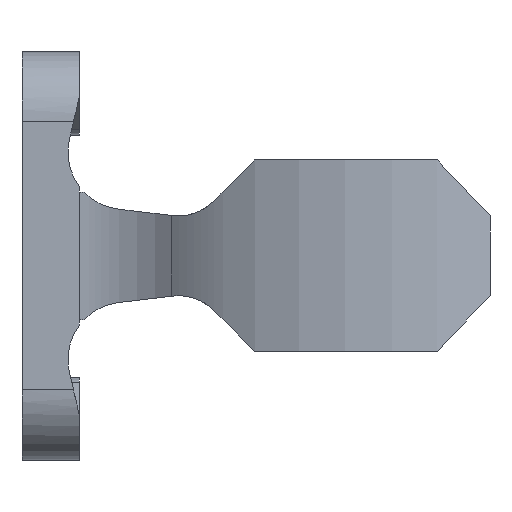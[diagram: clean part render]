
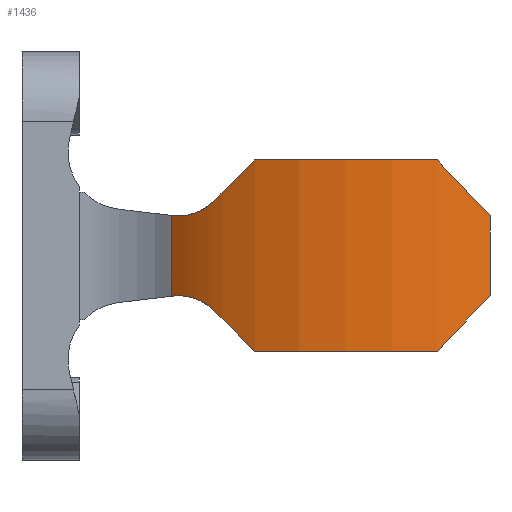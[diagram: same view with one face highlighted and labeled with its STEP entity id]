
A CAD part, top view. The second image highlights one B-rep face of the part: STEP entity #1436.
In plain terms, the highlighted cylindrical face has radius 9.2 mm (diameter 18.4 mm), a partial arc.
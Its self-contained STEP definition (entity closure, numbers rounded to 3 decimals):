
#456=AXIS2_PLACEMENT_3D('Circle Axis2P3D',#454,#455,$) ;
#536=AXIS2_PLACEMENT_3D('Circle Axis2P3D',#534,#535,$) ;
#1347=AXIS2_PLACEMENT_3D('Cylinder Axis2P3D',#1344,#1345,#1346) ;
#449=CARTESIAN_POINT('Vertex',(13.011,3.4,14.797)) ;
#454=CARTESIAN_POINT('Axis2P3D Location',(10.728,3.4,5.885)) ;
#458=CARTESIAN_POINT('Vertex',(7.3,3.4,14.422)) ;
#497=CARTESIAN_POINT('Vertex',(14.665,5.15,14.2)) ;
#501=CARTESIAN_POINT('Control Point',(13.011,3.4,14.797)) ;
#502=CARTESIAN_POINT('Control Point',(13.583,3.98,14.65)) ;
#503=CARTESIAN_POINT('Control Point',(14.136,4.565,14.45)) ;
#504=CARTESIAN_POINT('Control Point',(14.665,5.15,14.2)) ;
#531=CARTESIAN_POINT('Vertex',(7.3,9.4,14.422)) ;
#534=CARTESIAN_POINT('Axis2P3D Location',(10.728,9.4,5.885)) ;
#538=CARTESIAN_POINT('Vertex',(13.011,9.4,14.797)) ;
#562=CARTESIAN_POINT('Vertex',(14.665,7.65,14.2)) ;
#567=CARTESIAN_POINT('Line Origine',(14.665,6.4,14.2)) ;
#590=CARTESIAN_POINT('Control Point',(13.011,9.4,14.797)) ;
#591=CARTESIAN_POINT('Control Point',(13.583,8.82,14.65)) ;
#592=CARTESIAN_POINT('Control Point',(14.136,8.235,14.45)) ;
#593=CARTESIAN_POINT('Control Point',(14.665,7.65,14.2)) ;
#1344=CARTESIAN_POINT('Axis2P3D Location',(10.728,6.4,5.885)) ;
#1349=CARTESIAN_POINT('Line Origine',(4.674,6.4,12.812)) ;
#1353=CARTESIAN_POINT('Vertex',(4.674,7.666,12.812)) ;
#1355=CARTESIAN_POINT('Vertex',(4.674,5.134,12.812)) ;
#1359=CARTESIAN_POINT('Control Point',(4.674,5.134,12.812)) ;
#1360=CARTESIAN_POINT('Control Point',(4.687,5.136,12.823)) ;
#1361=CARTESIAN_POINT('Control Point',(4.701,5.137,12.835)) ;
#1362=CARTESIAN_POINT('Control Point',(4.714,5.139,12.846)) ;
#1363=CARTESIAN_POINT('Vertex',(4.714,5.139,12.846)) ;
#1367=CARTESIAN_POINT('Control Point',(6.01,4.69,13.782)) ;
#1368=CARTESIAN_POINT('Control Point',(5.732,4.968,13.616)) ;
#1369=CARTESIAN_POINT('Control Point',(5.379,5.131,13.388)) ;
#1370=CARTESIAN_POINT('Control Point',(5.035,5.177,13.124)) ;
#1371=CARTESIAN_POINT('Control Point',(4.714,5.139,12.846)) ;
#1372=CARTESIAN_POINT('Vertex',(6.01,4.69,13.782)) ;
#1376=CARTESIAN_POINT('Control Point',(6.01,4.69,13.782)) ;
#1377=CARTESIAN_POINT('Control Point',(6.106,4.594,13.84)) ;
#1378=CARTESIAN_POINT('Control Point',(6.203,4.497,13.895)) ;
#1379=CARTESIAN_POINT('Control Point',(6.3,4.4,13.949)) ;
#1380=CARTESIAN_POINT('Vertex',(6.3,4.4,13.949)) ;
#1384=CARTESIAN_POINT('Control Point',(6.3,4.4,13.949)) ;
#1385=CARTESIAN_POINT('Control Point',(6.628,4.072,14.129)) ;
#1386=CARTESIAN_POINT('Control Point',(6.962,3.738,14.286)) ;
#1387=CARTESIAN_POINT('Control Point',(7.3,3.4,14.422)) ;
#1390=CARTESIAN_POINT('Control Point',(6.3,8.4,13.949)) ;
#1391=CARTESIAN_POINT('Control Point',(6.628,8.728,14.129)) ;
#1392=CARTESIAN_POINT('Control Point',(6.962,9.062,14.286)) ;
#1393=CARTESIAN_POINT('Control Point',(7.3,9.4,14.422)) ;
#1394=CARTESIAN_POINT('Vertex',(6.3,8.4,13.949)) ;
#1398=CARTESIAN_POINT('Control Point',(6.01,8.11,13.782)) ;
#1399=CARTESIAN_POINT('Control Point',(6.106,8.206,13.84)) ;
#1400=CARTESIAN_POINT('Control Point',(6.203,8.303,13.895)) ;
#1401=CARTESIAN_POINT('Control Point',(6.3,8.4,13.949)) ;
#1402=CARTESIAN_POINT('Vertex',(6.01,8.11,13.782)) ;
#1406=CARTESIAN_POINT('Control Point',(6.01,8.11,13.782)) ;
#1407=CARTESIAN_POINT('Control Point',(5.732,7.832,13.616)) ;
#1408=CARTESIAN_POINT('Control Point',(5.379,7.669,13.388)) ;
#1409=CARTESIAN_POINT('Control Point',(5.035,7.623,13.124)) ;
#1410=CARTESIAN_POINT('Control Point',(4.714,7.661,12.846)) ;
#1411=CARTESIAN_POINT('Vertex',(4.714,7.661,12.846)) ;
#1415=CARTESIAN_POINT('Control Point',(4.674,7.666,12.812)) ;
#1416=CARTESIAN_POINT('Control Point',(4.687,7.664,12.823)) ;
#1417=CARTESIAN_POINT('Control Point',(4.701,7.663,12.835)) ;
#1418=CARTESIAN_POINT('Control Point',(4.714,7.661,12.846)) ;
#455=DIRECTION('Axis2P3D Direction',(0.,1.,0.)) ;
#535=DIRECTION('Axis2P3D Direction',(0.,1.,0.)) ;
#568=DIRECTION('Vector Direction',(0.,-1.,0.)) ;
#1345=DIRECTION('Axis2P3D Direction',(0.,-1.,0.)) ;
#1346=DIRECTION('Axis2P3D XDirection',(0.428,0.,0.904)) ;
#1350=DIRECTION('Vector Direction',(0.,-1.,0.)) ;
#569=VECTOR('Line Direction',#568,1.) ;
#1351=VECTOR('Line Direction',#1350,1.) ;
#1421=ORIENTED_EDGE('',*,*,#1357,.T.) ;
#1422=ORIENTED_EDGE('',*,*,#1365,.T.) ;
#1423=ORIENTED_EDGE('',*,*,#1374,.F.) ;
#1424=ORIENTED_EDGE('',*,*,#1382,.T.) ;
#1425=ORIENTED_EDGE('',*,*,#1388,.T.) ;
#1426=ORIENTED_EDGE('',*,*,#460,.T.) ;
#1427=ORIENTED_EDGE('',*,*,#505,.F.) ;
#1428=ORIENTED_EDGE('',*,*,#571,.F.) ;
#1429=ORIENTED_EDGE('',*,*,#594,.F.) ;
#1430=ORIENTED_EDGE('',*,*,#540,.F.) ;
#1431=ORIENTED_EDGE('',*,*,#1396,.T.) ;
#1432=ORIENTED_EDGE('',*,*,#1404,.F.) ;
#1433=ORIENTED_EDGE('',*,*,#1413,.T.) ;
#1434=ORIENTED_EDGE('',*,*,#1419,.F.) ;
#1436=ADVANCED_FACE('Hauptkoerper',(#1435),#1348,.T.) ;
#500=B_SPLINE_CURVE_WITH_KNOTS('',3,(#501,#502,#503,#504),.UNSPECIFIED.,.F.,.U.,(4,4),(0.,3.511),.UNSPECIFIED.) ;
#589=B_SPLINE_CURVE_WITH_KNOTS('',3,(#590,#591,#592,#593),.UNSPECIFIED.,.F.,.U.,(4,4),(0.,3.511),.UNSPECIFIED.) ;
#1358=B_SPLINE_CURVE_WITH_KNOTS('',3,(#1359,#1360,#1361,#1362),.UNSPECIFIED.,.F.,.U.,(4,4),(0.,0.075),.UNSPECIFIED.) ;
#1366=B_SPLINE_CURVE_WITH_KNOTS('',4,(#1367,#1368,#1369,#1370,#1371),.UNSPECIFIED.,.F.,.U.,(5,5),(0.,2.414),.UNSPECIFIED.) ;
#1375=B_SPLINE_CURVE_WITH_KNOTS('',3,(#1376,#1377,#1378,#1379),.UNSPECIFIED.,.F.,.U.,(4,4),(0.,0.627),.UNSPECIFIED.) ;
#1383=B_SPLINE_CURVE_WITH_KNOTS('',3,(#1384,#1385,#1386,#1387),.UNSPECIFIED.,.F.,.U.,(4,4),(0.,2.109),.UNSPECIFIED.) ;
#1389=B_SPLINE_CURVE_WITH_KNOTS('',3,(#1390,#1391,#1392,#1393),.UNSPECIFIED.,.F.,.U.,(4,4),(0.,2.109),.UNSPECIFIED.) ;
#1397=B_SPLINE_CURVE_WITH_KNOTS('',3,(#1398,#1399,#1400,#1401),.UNSPECIFIED.,.F.,.U.,(4,4),(0.,0.627),.UNSPECIFIED.) ;
#1405=B_SPLINE_CURVE_WITH_KNOTS('',4,(#1406,#1407,#1408,#1409,#1410),.UNSPECIFIED.,.F.,.U.,(5,5),(0.,2.414),.UNSPECIFIED.) ;
#1414=B_SPLINE_CURVE_WITH_KNOTS('',3,(#1415,#1416,#1417,#1418),.UNSPECIFIED.,.F.,.U.,(4,4),(0.,0.075),.UNSPECIFIED.) ;
#457=CIRCLE('generated circle',#456,9.2) ;
#537=CIRCLE('generated circle',#536,9.2) ;
#1348=CYLINDRICAL_SURFACE('generated cylinder',#1347,9.2) ;
#460=EDGE_CURVE('',#459,#450,#457,.T.) ;
#505=EDGE_CURVE('',#498,#450,#500,.F.) ;
#540=EDGE_CURVE('',#532,#539,#537,.T.) ;
#571=EDGE_CURVE('',#563,#498,#570,.T.) ;
#594=EDGE_CURVE('',#539,#563,#589,.T.) ;
#1357=EDGE_CURVE('',#1354,#1356,#1352,.T.) ;
#1365=EDGE_CURVE('',#1356,#1364,#1358,.T.) ;
#1374=EDGE_CURVE('',#1373,#1364,#1366,.T.) ;
#1382=EDGE_CURVE('',#1373,#1381,#1375,.T.) ;
#1388=EDGE_CURVE('',#1381,#459,#1383,.T.) ;
#1396=EDGE_CURVE('',#532,#1395,#1389,.F.) ;
#1404=EDGE_CURVE('',#1403,#1395,#1397,.T.) ;
#1413=EDGE_CURVE('',#1403,#1412,#1405,.T.) ;
#1419=EDGE_CURVE('',#1354,#1412,#1414,.T.) ;
#1420=EDGE_LOOP('',(#1421,#1422,#1423,#1424,#1425,#1426,#1427,#1428,#1429,#1430,#1431,#1432,#1433,#1434)) ;
#1435=FACE_OUTER_BOUND('',#1420,.T.) ;
#570=LINE('Line',#567,#569) ;
#1352=LINE('Line',#1349,#1351) ;
#450=VERTEX_POINT('',#449) ;
#459=VERTEX_POINT('',#458) ;
#498=VERTEX_POINT('',#497) ;
#532=VERTEX_POINT('',#531) ;
#539=VERTEX_POINT('',#538) ;
#563=VERTEX_POINT('',#562) ;
#1354=VERTEX_POINT('',#1353) ;
#1356=VERTEX_POINT('',#1355) ;
#1364=VERTEX_POINT('',#1363) ;
#1373=VERTEX_POINT('',#1372) ;
#1381=VERTEX_POINT('',#1380) ;
#1395=VERTEX_POINT('',#1394) ;
#1403=VERTEX_POINT('',#1402) ;
#1412=VERTEX_POINT('',#1411) ;
